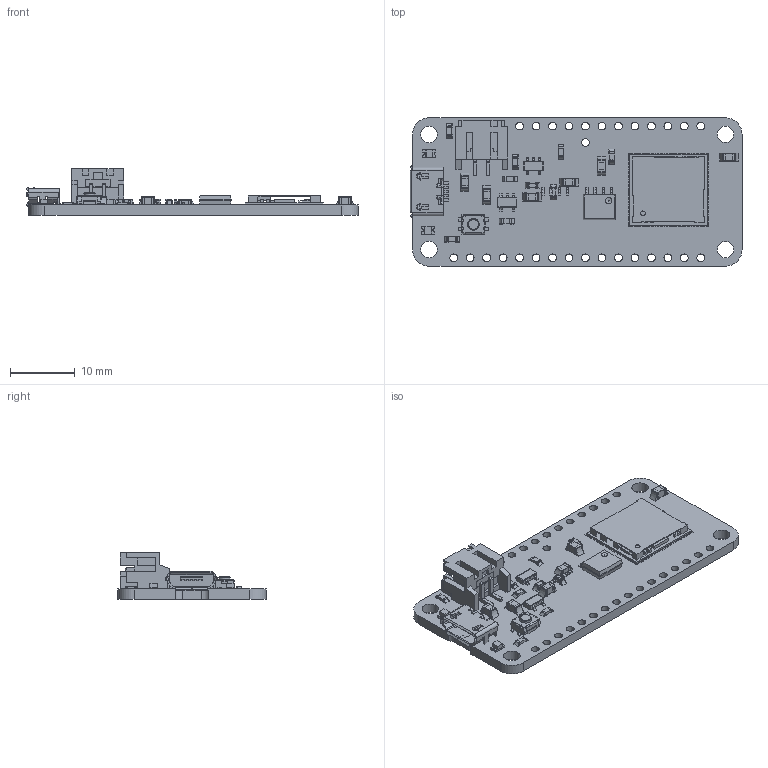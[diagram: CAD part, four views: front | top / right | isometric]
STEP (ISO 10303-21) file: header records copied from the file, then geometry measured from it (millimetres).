
FILE_DESCRIPTION(/* description */ (''),/* implementation_level */ '2;1');
FILE_NAME(/* name */ 'WICED Feather v12.step',/* time_stamp */ '2016-05-11T23:25:13-04:00',/* author */ (''),/* organization */ (''),/* preprocessor_version */ 'ST-DEVELOPER v16.5',/* originating_system */ 'Autodesk Translation Framework v5.0.0.3310',/* authorisation */ '');
FILE_SCHEMA (('AUTOMOTIVE_DESIGN { 1 0 10303 214 3 1 1 }'));
Products named in the file (23): WICED Feather v12; board; P0; P0 solder; jst_2_adafruit_1769 v2; housing; pin; mount; TSOP-5 v3; cap0805_03 v2; smt_tact_button v3; micro_usb_47346-0001 v2; Component19; Component20; Component18; cap0603_03 v3; cap0805_05 v2; sioc-8 v5; package; lead; lead (mirror); resistor_0603 v2; smt_led_0805 v2
Assembly tree (47 placements, depth 3):
  WICED Feather v12
    board
    P0
    P0 solder
    jst_2_adafruit_1769 v2
      pin  x2
      mount  x2
      housing
    TSOP-5 v3  x2
    cap0805_05 v2  x5
    cap0805_03 v2
    cap0603_03 v3  x2
    smt_tact_button v3
    micro_usb_47346-0001 v2
      Component18  x5
      Component19
      Component20
    resistor_0603 v2  x7
    sioc-8 v5
      package
      lead  x4
      lead (mirror)  x4
    smt_led_0805 v2  x2
Bounding box: 51.19 x 22.86 x 7.2 mm (x, y, z)
Volume: 2097.9 mm3; surface area: 4638.9 mm2
Topology: 178 solids, 178 shells, 3021 faces, 7431 edges, 4731 vertices
Faces by surface type: plane 1828, cylinder 827, bspline 214, sphere 148, cone 3, torus 1
Full cylindrical faces by diameter (mm): 0.75 x1, 1.2 x29, 1.8 x1, 2.54 x4
Entity records: 67116 total; most frequent: CARTESIAN_POINT 23089, ORIENTED_EDGE 8924, DIRECTION 8748, EDGE_CURVE 4462, LINE 3554, VECTOR 3554, VERTEX_POINT 2915, AXIS2_PLACEMENT_3D 2597
